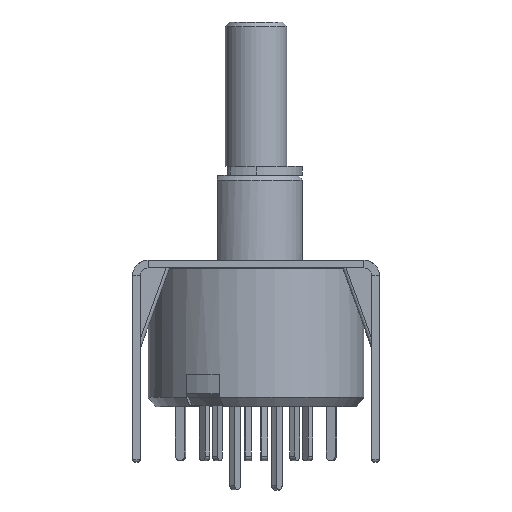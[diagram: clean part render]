
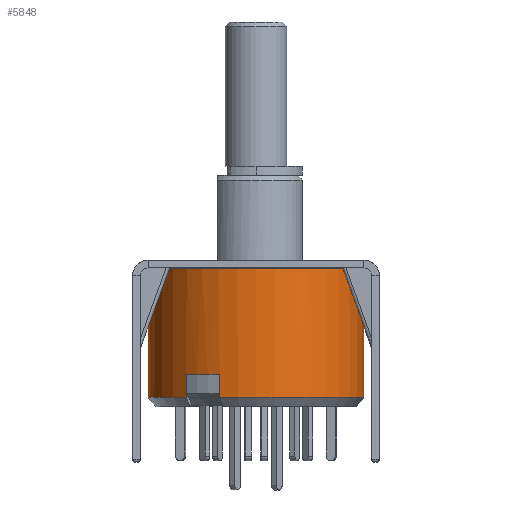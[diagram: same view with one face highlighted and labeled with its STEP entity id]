
A CAD part, front view. The second image highlights one B-rep face of the part: STEP entity #5848.
In plain terms, the highlighted cylindrical face has radius 7 mm (diameter 14 mm), a partial arc.
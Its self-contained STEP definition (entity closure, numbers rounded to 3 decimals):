
#227 = CARTESIAN_POINT ( 'NONE',  ( 0., 0., -7.4 ) ) ;
#355 = DIRECTION ( 'NONE',  ( -1., 0., 0. ) ) ;
#526 = CARTESIAN_POINT ( 'NONE',  ( -7., 0., -7.4 ) ) ;
#609 = VERTEX_POINT ( 'NONE', #7431 ) ;
#1157 = EDGE_CURVE ( 'NONE', #11260, #6566, #2377, .T. ) ;
#1386 = CARTESIAN_POINT ( 'NONE',  ( -2.361, -6.59, 9. ) ) ;
#1619 = DIRECTION ( 'NONE',  ( 0., 0., 1. ) ) ;
#1794 = CARTESIAN_POINT ( 'NONE',  ( 7., 0., 9. ) ) ;
#1813 = LINE ( 'NONE', #2404, #6238 ) ;
#2377 = CIRCLE ( 'NONE', #11400, 7. ) ;
#2404 = CARTESIAN_POINT ( 'NONE',  ( -4.526, -5.34, 9. ) ) ;
#2507 = EDGE_CURVE ( 'NONE', #8882, #6566, #8119, .T. ) ;
#3173 = ORIENTED_EDGE ( 'NONE', *, *, #1157, .F. ) ;
#3340 = AXIS2_PLACEMENT_3D ( 'NONE', #227, #13252, #4399 ) ;
#3429 = ORIENTED_EDGE ( 'NONE', *, *, #6875, .F. ) ;
#3484 = CARTESIAN_POINT ( 'NONE',  ( 7., 0., 0.95 ) ) ;
#3528 = DIRECTION ( 'NONE',  ( 0., 0., -1. ) ) ;
#3538 = CARTESIAN_POINT ( 'NONE',  ( 0., 0., 9. ) ) ;
#4173 = DIRECTION ( 'NONE',  ( -1., 0., 0. ) ) ;
#4399 = DIRECTION ( 'NONE',  ( 1., 0., 0. ) ) ;
#4480 = CARTESIAN_POINT ( 'NONE',  ( 0., 0., -7.4 ) ) ;
#4669 = EDGE_CURVE ( 'NONE', #11260, #12778, #1813, .T. ) ;
#4727 = EDGE_LOOP ( 'NONE', ( #6516, #7891, #10648, #3173, #5584, #12519, #13356, #3429 ) ) ;
#5277 = LINE ( 'NONE', #1794, #8471 ) ;
#5297 = EDGE_CURVE ( 'NONE', #12778, #6382, #7747, .T. ) ;
#5584 = ORIENTED_EDGE ( 'NONE', *, *, #4669, .T. ) ;
#5709 = CARTESIAN_POINT ( 'NONE',  ( -2.361, -6.59, -5.9 ) ) ;
#5818 = CARTESIAN_POINT ( 'NONE',  ( 0., 0., -5.9 ) ) ;
#5848 = ADVANCED_FACE ( 'NONE', ( #10977 ), #12316, .T. ) ;
#6238 = VECTOR ( 'NONE', #1619, 1000. ) ;
#6314 = DIRECTION ( 'NONE',  ( 0., 0., -1. ) ) ;
#6382 = VERTEX_POINT ( 'NONE', #5709 ) ;
#6516 = ORIENTED_EDGE ( 'NONE', *, *, #10330, .F. ) ;
#6566 = VERTEX_POINT ( 'NONE', #526 ) ;
#6596 = VECTOR ( 'NONE', #12604, 1000. ) ;
#6867 = CARTESIAN_POINT ( 'NONE',  ( -7., 0., 0.95 ) ) ;
#6875 = EDGE_CURVE ( 'NONE', #609, #9564, #11785, .T. ) ;
#7431 = CARTESIAN_POINT ( 'NONE',  ( 7., 0., -7.4 ) ) ;
#7744 = DIRECTION ( 'NONE',  ( 0., 0., -1. ) ) ;
#7747 = CIRCLE ( 'NONE', #8603, 7. ) ;
#7891 = ORIENTED_EDGE ( 'NONE', *, *, #13155, .T. ) ;
#7971 = AXIS2_PLACEMENT_3D ( 'NONE', #3538, #10002, #12045 ) ;
#8119 = LINE ( 'NONE', #10486, #6596 ) ;
#8154 = CIRCLE ( 'NONE', #8892, 7. ) ;
#8471 = VECTOR ( 'NONE', #13516, 1000. ) ;
#8603 = AXIS2_PLACEMENT_3D ( 'NONE', #5818, #12250, #355 ) ;
#8882 = VERTEX_POINT ( 'NONE', #6867 ) ;
#8892 = AXIS2_PLACEMENT_3D ( 'NONE', #9437, #6314, #4173 ) ;
#9437 = CARTESIAN_POINT ( 'NONE',  ( 0., 0., 0.95 ) ) ;
#9564 = VERTEX_POINT ( 'NONE', #11003 ) ;
#10002 = DIRECTION ( 'NONE',  ( 0., 0., -1. ) ) ;
#10330 = EDGE_CURVE ( 'NONE', #11556, #609, #5277, .T. ) ;
#10486 = CARTESIAN_POINT ( 'NONE',  ( -7., 0., 9. ) ) ;
#10648 = ORIENTED_EDGE ( 'NONE', *, *, #2507, .T. ) ;
#10948 = CARTESIAN_POINT ( 'NONE',  ( -4.526, -5.34, -5.9 ) ) ;
#10977 = FACE_OUTER_BOUND ( 'NONE', #4727, .T. ) ;
#11003 = CARTESIAN_POINT ( 'NONE',  ( -2.361, -6.59, -7.4 ) ) ;
#11260 = VERTEX_POINT ( 'NONE', #11806 ) ;
#11400 = AXIS2_PLACEMENT_3D ( 'NONE', #4480, #7744, #12206 ) ;
#11409 = LINE ( 'NONE', #1386, #11900 ) ;
#11556 = VERTEX_POINT ( 'NONE', #3484 ) ;
#11569 = EDGE_CURVE ( 'NONE', #6382, #9564, #11409, .T. ) ;
#11785 = CIRCLE ( 'NONE', #3340, 7. ) ;
#11806 = CARTESIAN_POINT ( 'NONE',  ( -4.526, -5.34, -7.4 ) ) ;
#11900 = VECTOR ( 'NONE', #3528, 1000. ) ;
#12045 = DIRECTION ( 'NONE',  ( -1., 0., 0. ) ) ;
#12206 = DIRECTION ( 'NONE',  ( 1., 0., 0. ) ) ;
#12250 = DIRECTION ( 'NONE',  ( 0., 0., 1. ) ) ;
#12316 = CYLINDRICAL_SURFACE ( 'NONE', #7971, 7. ) ;
#12519 = ORIENTED_EDGE ( 'NONE', *, *, #5297, .T. ) ;
#12604 = DIRECTION ( 'NONE',  ( 0., 0., -1. ) ) ;
#12778 = VERTEX_POINT ( 'NONE', #10948 ) ;
#13155 = EDGE_CURVE ( 'NONE', #11556, #8882, #8154, .T. ) ;
#13252 = DIRECTION ( 'NONE',  ( 0., 0., -1. ) ) ;
#13356 = ORIENTED_EDGE ( 'NONE', *, *, #11569, .T. ) ;
#13516 = DIRECTION ( 'NONE',  ( 0., 0., -1. ) ) ;
